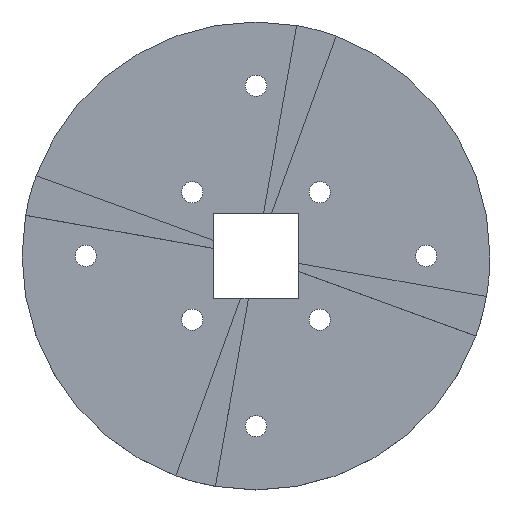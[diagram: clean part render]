
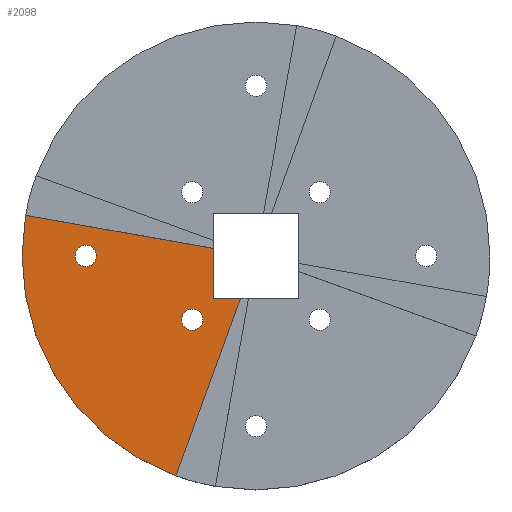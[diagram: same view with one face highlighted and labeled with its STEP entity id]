
A CAD part, top view. The second image highlights one B-rep face of the part: STEP entity #2098.
In plain terms, the highlighted planar face has unit normal (0, 0, 1).
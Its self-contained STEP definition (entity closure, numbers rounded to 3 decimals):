
#54 = CYLINDRICAL_SURFACE('',#55,55.);
#55 = AXIS2_PLACEMENT_3D('',#56,#57,#58);
#56 = CARTESIAN_POINT('',(0.,0.,-5.));
#57 = DIRECTION('',(0.,0.,1.));
#58 = DIRECTION('',(1.,0.,0.));
#210 = PLANE('',#211);
#211 = AXIS2_PLACEMENT_3D('',#212,#213,#214);
#212 = CARTESIAN_POINT('',(-10.,-10.,-5.));
#213 = DIRECTION('',(1.,0.,0.));
#214 = DIRECTION('',(0.,0.,1.));
#292 = PLANE('',#293);
#293 = AXIS2_PLACEMENT_3D('',#294,#295,#296);
#294 = CARTESIAN_POINT('',(-10.,-10.,-5.));
#295 = DIRECTION('',(0.,1.,0.));
#296 = DIRECTION('',(0.,0.,1.));
#542 = VERTEX_POINT('',#543);
#543 = CARTESIAN_POINT('',(-18.811,-51.683,3.));
#570 = EDGE_CURVE('',#571,#542,#573,.T.);
#571 = VERTEX_POINT('',#572);
#572 = CARTESIAN_POINT('',(-54.164,9.551,3.));
#573 = SURFACE_CURVE('',#574,(#579,#586),.PCURVE_S1.);
#574 = CIRCLE('',#575,55.);
#575 = AXIS2_PLACEMENT_3D('',#576,#577,#578);
#576 = CARTESIAN_POINT('',(0.,0.,3.));
#577 = DIRECTION('',(0.,0.,1.));
#578 = DIRECTION('',(1.,0.,0.));
#579 = PCURVE('',#54,#580);
#580 = DEFINITIONAL_REPRESENTATION('',(#581),#585);
#581 = LINE('',#582,#583);
#582 = CARTESIAN_POINT('',(0.,8.));
#583 = VECTOR('',#584,1.);
#584 = DIRECTION('',(1.,0.));
#585 = ( GEOMETRIC_REPRESENTATION_CONTEXT(2) 
PARAMETRIC_REPRESENTATION_CONTEXT() REPRESENTATION_CONTEXT('2D SPACE',''
  ) );
#586 = PCURVE('',#587,#592);
#587 = PLANE('',#588);
#588 = AXIS2_PLACEMENT_3D('',#589,#590,#591);
#589 = CARTESIAN_POINT('',(0.,0.,3.));
#590 = DIRECTION('',(0.,0.,1.));
#591 = DIRECTION('',(1.,0.,0.));
#592 = DEFINITIONAL_REPRESENTATION('',(#593),#597);
#593 = CIRCLE('',#594,55.);
#594 = AXIS2_PLACEMENT_2D('',#595,#596);
#595 = CARTESIAN_POINT('',(0.,0.));
#596 = DIRECTION('',(1.,0.));
#597 = ( GEOMETRIC_REPRESENTATION_CONTEXT(2) 
PARAMETRIC_REPRESENTATION_CONTEXT() REPRESENTATION_CONTEXT('2D SPACE',''
  ) );
#934 = VERTEX_POINT('',#935);
#935 = CARTESIAN_POINT('',(-10.,-10.,3.));
#1054 = VERTEX_POINT('',#1055);
#1055 = CARTESIAN_POINT('',(-10.,1.763,3.));
#1068 = PLANE('',#1069);
#1069 = AXIS2_PLACEMENT_3D('',#1070,#1071,#1072);
#1070 = CARTESIAN_POINT('',(0.,0.,3.));
#1071 = DIRECTION('',(0.174,0.985,0.));
#1072 = DIRECTION('',(-0.985,0.174,0.));
#1079 = EDGE_CURVE('',#934,#1054,#1080,.T.);
#1080 = SURFACE_CURVE('',#1081,(#1085,#1091),.PCURVE_S1.);
#1081 = LINE('',#1082,#1083);
#1082 = CARTESIAN_POINT('',(-10.,-5.,3.));
#1083 = VECTOR('',#1084,1.);
#1084 = DIRECTION('',(0.,1.,0.));
#1085 = PCURVE('',#210,#1086);
#1086 = DEFINITIONAL_REPRESENTATION('',(#1087),#1090);
#1087 = B_SPLINE_CURVE_WITH_KNOTS('',1,(#1088,#1089),.UNSPECIFIED.,.F.,
  .F.,(2,2),(-7.,17.),.PIECEWISE_BEZIER_KNOTS.);
#1088 = CARTESIAN_POINT('',(8.,2.));
#1089 = CARTESIAN_POINT('',(8.,-22.));
#1090 = ( GEOMETRIC_REPRESENTATION_CONTEXT(2) 
PARAMETRIC_REPRESENTATION_CONTEXT() REPRESENTATION_CONTEXT('2D SPACE',''
  ) );
#1091 = PCURVE('',#587,#1092);
#1092 = DEFINITIONAL_REPRESENTATION('',(#1093),#1096);
#1093 = B_SPLINE_CURVE_WITH_KNOTS('',1,(#1094,#1095),.UNSPECIFIED.,.F.,
  .F.,(2,2),(-7.,17.),.PIECEWISE_BEZIER_KNOTS.);
#1094 = CARTESIAN_POINT('',(-10.,-12.));
#1095 = CARTESIAN_POINT('',(-10.,12.));
#1096 = ( GEOMETRIC_REPRESENTATION_CONTEXT(2) 
PARAMETRIC_REPRESENTATION_CONTEXT() REPRESENTATION_CONTEXT('2D SPACE',''
  ) );
#1272 = EDGE_CURVE('',#1273,#934,#1275,.T.);
#1273 = VERTEX_POINT('',#1274);
#1274 = CARTESIAN_POINT('',(-3.64,-10.,3.));
#1275 = SURFACE_CURVE('',#1276,(#1280,#1286),.PCURVE_S1.);
#1276 = LINE('',#1277,#1278);
#1277 = CARTESIAN_POINT('',(-5.,-10.,3.));
#1278 = VECTOR('',#1279,1.);
#1279 = DIRECTION('',(-1.,0.,0.));
#1280 = PCURVE('',#292,#1281);
#1281 = DEFINITIONAL_REPRESENTATION('',(#1282),#1285);
#1282 = B_SPLINE_CURVE_WITH_KNOTS('',1,(#1283,#1284),.UNSPECIFIED.,.F.,
  .F.,(2,2),(-17.,7.),.PIECEWISE_BEZIER_KNOTS.);
#1283 = CARTESIAN_POINT('',(8.,22.));
#1284 = CARTESIAN_POINT('',(8.,-2.));
#1285 = ( GEOMETRIC_REPRESENTATION_CONTEXT(2) 
PARAMETRIC_REPRESENTATION_CONTEXT() REPRESENTATION_CONTEXT('2D SPACE',''
  ) );
#1286 = PCURVE('',#587,#1287);
#1287 = DEFINITIONAL_REPRESENTATION('',(#1288),#1291);
#1288 = B_SPLINE_CURVE_WITH_KNOTS('',1,(#1289,#1290),.UNSPECIFIED.,.F.,
  .F.,(2,2),(-17.,7.),.PIECEWISE_BEZIER_KNOTS.);
#1289 = CARTESIAN_POINT('',(12.,-10.));
#1290 = CARTESIAN_POINT('',(-12.,-10.));
#1291 = ( GEOMETRIC_REPRESENTATION_CONTEXT(2) 
PARAMETRIC_REPRESENTATION_CONTEXT() REPRESENTATION_CONTEXT('2D SPACE',''
  ) );
#1308 = PLANE('',#1309);
#1309 = AXIS2_PLACEMENT_3D('',#1310,#1311,#1312);
#1310 = CARTESIAN_POINT('',(0.,0.,3.));
#1311 = DIRECTION('',(-0.94,0.342,0.));
#1312 = DIRECTION('',(-0.342,-0.94,0.));
#2098 = ADVANCED_FACE('',(#2099,#2146,#2177),#587,.T.);
#2099 = FACE_BOUND('',#2100,.T.);
#2100 = EDGE_LOOP('',(#2101,#2122,#2123,#2124,#2145));
#2101 = ORIENTED_EDGE('',*,*,#2102,.F.);
#2102 = EDGE_CURVE('',#1273,#542,#2103,.T.);
#2103 = SURFACE_CURVE('',#2104,(#2108,#2115),.PCURVE_S1.);
#2104 = LINE('',#2105,#2106);
#2105 = CARTESIAN_POINT('',(0.,0.,3.));
#2106 = VECTOR('',#2107,1.);
#2107 = DIRECTION('',(-0.342,-0.94,0.));
#2108 = PCURVE('',#587,#2109);
#2109 = DEFINITIONAL_REPRESENTATION('',(#2110),#2114);
#2110 = LINE('',#2111,#2112);
#2111 = CARTESIAN_POINT('',(0.,0.));
#2112 = VECTOR('',#2113,1.);
#2113 = DIRECTION('',(-0.342,-0.94));
#2114 = ( GEOMETRIC_REPRESENTATION_CONTEXT(2) 
PARAMETRIC_REPRESENTATION_CONTEXT() REPRESENTATION_CONTEXT('2D SPACE',''
  ) );
#2115 = PCURVE('',#1308,#2116);
#2116 = DEFINITIONAL_REPRESENTATION('',(#2117),#2121);
#2117 = LINE('',#2118,#2119);
#2118 = CARTESIAN_POINT('',(0.,0.));
#2119 = VECTOR('',#2120,1.);
#2120 = DIRECTION('',(1.,0.));
#2121 = ( GEOMETRIC_REPRESENTATION_CONTEXT(2) 
PARAMETRIC_REPRESENTATION_CONTEXT() REPRESENTATION_CONTEXT('2D SPACE',''
  ) );
#2122 = ORIENTED_EDGE('',*,*,#1272,.T.);
#2123 = ORIENTED_EDGE('',*,*,#1079,.T.);
#2124 = ORIENTED_EDGE('',*,*,#2125,.T.);
#2125 = EDGE_CURVE('',#1054,#571,#2126,.T.);
#2126 = SURFACE_CURVE('',#2127,(#2131,#2138),.PCURVE_S1.);
#2127 = LINE('',#2128,#2129);
#2128 = CARTESIAN_POINT('',(0.,0.,3.));
#2129 = VECTOR('',#2130,1.);
#2130 = DIRECTION('',(-0.985,0.174,0.));
#2131 = PCURVE('',#587,#2132);
#2132 = DEFINITIONAL_REPRESENTATION('',(#2133),#2137);
#2133 = LINE('',#2134,#2135);
#2134 = CARTESIAN_POINT('',(0.,0.));
#2135 = VECTOR('',#2136,1.);
#2136 = DIRECTION('',(-0.985,0.174));
#2137 = ( GEOMETRIC_REPRESENTATION_CONTEXT(2) 
PARAMETRIC_REPRESENTATION_CONTEXT() REPRESENTATION_CONTEXT('2D SPACE',''
  ) );
#2138 = PCURVE('',#1068,#2139);
#2139 = DEFINITIONAL_REPRESENTATION('',(#2140),#2144);
#2140 = LINE('',#2141,#2142);
#2141 = CARTESIAN_POINT('',(0.,0.));
#2142 = VECTOR('',#2143,1.);
#2143 = DIRECTION('',(1.,0.));
#2144 = ( GEOMETRIC_REPRESENTATION_CONTEXT(2) 
PARAMETRIC_REPRESENTATION_CONTEXT() REPRESENTATION_CONTEXT('2D SPACE',''
  ) );
#2145 = ORIENTED_EDGE('',*,*,#570,.T.);
#2146 = FACE_BOUND('',#2147,.T.);
#2147 = EDGE_LOOP('',(#2148));
#2148 = ORIENTED_EDGE('',*,*,#2149,.F.);
#2149 = EDGE_CURVE('',#2150,#2150,#2152,.T.);
#2150 = VERTEX_POINT('',#2151);
#2151 = CARTESIAN_POINT('',(-17.5,-15.,3.));
#2152 = SURFACE_CURVE('',#2153,(#2158,#2165),.PCURVE_S1.);
#2153 = CIRCLE('',#2154,2.5);
#2154 = AXIS2_PLACEMENT_3D('',#2155,#2156,#2157);
#2155 = CARTESIAN_POINT('',(-15.,-15.,3.));
#2156 = DIRECTION('',(0.,0.,1.));
#2157 = DIRECTION('',(-1.,0.,0.));
#2158 = PCURVE('',#587,#2159);
#2159 = DEFINITIONAL_REPRESENTATION('',(#2160),#2164);
#2160 = CIRCLE('',#2161,2.5);
#2161 = AXIS2_PLACEMENT_2D('',#2162,#2163);
#2162 = CARTESIAN_POINT('',(-15.,-15.));
#2163 = DIRECTION('',(-1.,0.));
#2164 = ( GEOMETRIC_REPRESENTATION_CONTEXT(2) 
PARAMETRIC_REPRESENTATION_CONTEXT() REPRESENTATION_CONTEXT('2D SPACE',''
  ) );
#2165 = PCURVE('',#2166,#2171);
#2166 = CYLINDRICAL_SURFACE('',#2167,2.5);
#2167 = AXIS2_PLACEMENT_3D('',#2168,#2169,#2170);
#2168 = CARTESIAN_POINT('',(-15.,-15.,-10.));
#2169 = DIRECTION('',(0.,0.,1.));
#2170 = DIRECTION('',(-1.,0.,0.));
#2171 = DEFINITIONAL_REPRESENTATION('',(#2172),#2176);
#2172 = LINE('',#2173,#2174);
#2173 = CARTESIAN_POINT('',(0.,13.));
#2174 = VECTOR('',#2175,1.);
#2175 = DIRECTION('',(1.,0.));
#2176 = ( GEOMETRIC_REPRESENTATION_CONTEXT(2) 
PARAMETRIC_REPRESENTATION_CONTEXT() REPRESENTATION_CONTEXT('2D SPACE',''
  ) );
#2177 = FACE_BOUND('',#2178,.T.);
#2178 = EDGE_LOOP('',(#2179));
#2179 = ORIENTED_EDGE('',*,*,#2180,.F.);
#2180 = EDGE_CURVE('',#2181,#2181,#2183,.T.);
#2181 = VERTEX_POINT('',#2182);
#2182 = CARTESIAN_POINT('',(-42.5,0.,3.));
#2183 = SURFACE_CURVE('',#2184,(#2189,#2196),.PCURVE_S1.);
#2184 = CIRCLE('',#2185,2.5);
#2185 = AXIS2_PLACEMENT_3D('',#2186,#2187,#2188);
#2186 = CARTESIAN_POINT('',(-40.,0.,3.));
#2187 = DIRECTION('',(0.,0.,1.));
#2188 = DIRECTION('',(-1.,0.,0.));
#2189 = PCURVE('',#587,#2190);
#2190 = DEFINITIONAL_REPRESENTATION('',(#2191),#2195);
#2191 = CIRCLE('',#2192,2.5);
#2192 = AXIS2_PLACEMENT_2D('',#2193,#2194);
#2193 = CARTESIAN_POINT('',(-40.,0.));
#2194 = DIRECTION('',(-1.,0.));
#2195 = ( GEOMETRIC_REPRESENTATION_CONTEXT(2) 
PARAMETRIC_REPRESENTATION_CONTEXT() REPRESENTATION_CONTEXT('2D SPACE',''
  ) );
#2196 = PCURVE('',#2197,#2202);
#2197 = CYLINDRICAL_SURFACE('',#2198,2.5);
#2198 = AXIS2_PLACEMENT_3D('',#2199,#2200,#2201);
#2199 = CARTESIAN_POINT('',(-40.,0.,-12.5));
#2200 = DIRECTION('',(0.,0.,1.));
#2201 = DIRECTION('',(-1.,0.,0.));
#2202 = DEFINITIONAL_REPRESENTATION('',(#2203),#2207);
#2203 = LINE('',#2204,#2205);
#2204 = CARTESIAN_POINT('',(0.,15.5));
#2205 = VECTOR('',#2206,1.);
#2206 = DIRECTION('',(1.,0.));
#2207 = ( GEOMETRIC_REPRESENTATION_CONTEXT(2) 
PARAMETRIC_REPRESENTATION_CONTEXT() REPRESENTATION_CONTEXT('2D SPACE',''
  ) );
